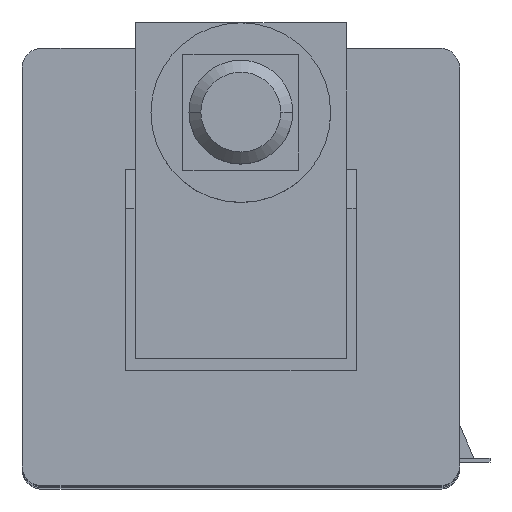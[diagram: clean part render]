
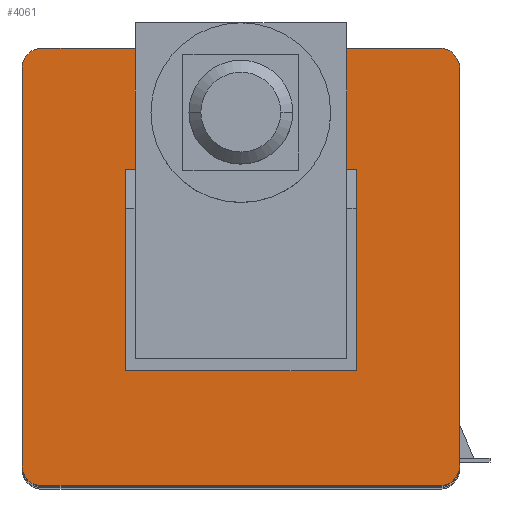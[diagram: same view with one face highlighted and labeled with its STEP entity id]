
A CAD part, top view. The second image highlights one B-rep face of the part: STEP entity #4061.
In plain terms, the highlighted planar face has unit normal (0, 0, 1).
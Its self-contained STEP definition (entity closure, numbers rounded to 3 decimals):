
#22 = DIRECTION ( 'NONE',  ( 1., 0., 0. ) ) ;
#27 = DIRECTION ( 'NONE',  ( 1., 0., 0. ) ) ;
#43 = ORIENTED_EDGE ( 'NONE', *, *, #2596, .F. ) ;
#45 = VECTOR ( 'NONE', #2594, 1000. ) ;
#93 = CIRCLE ( 'NONE', #2112, 50. ) ;
#202 = CARTESIAN_POINT ( 'NONE',  ( -289., 245., 4845. ) ) ;
#222 = DIRECTION ( 'NONE',  ( 0., 1., 0. ) ) ;
#246 = VERTEX_POINT ( 'NONE', #3922 ) ;
#253 = ORIENTED_EDGE ( 'NONE', *, *, #2981, .T. ) ;
#256 = VECTOR ( 'NONE', #222, 1000. ) ;
#308 = VERTEX_POINT ( 'NONE', #1590 ) ;
#317 = ORIENTED_EDGE ( 'NONE', *, *, #4152, .T. ) ;
#366 = FACE_BOUND ( 'NONE', #429, .T. ) ;
#408 = AXIS2_PLACEMENT_3D ( 'NONE', #2709, #4517, #4169 ) ;
#429 = EDGE_LOOP ( 'NONE', ( #869, #863, #43, #4572 ) ) ;
#484 = VERTEX_POINT ( 'NONE', #4221 ) ;
#541 = CARTESIAN_POINT ( 'NONE',  ( 289., -260., 4845. ) ) ;
#547 = CARTESIAN_POINT ( 'NONE',  ( -498., -548., 4845. ) ) ;
#555 = CARTESIAN_POINT ( 'NONE',  ( 289., 245., 4845. ) ) ;
#575 = DIRECTION ( 'NONE',  ( 1., 0., 0. ) ) ;
#603 = FACE_OUTER_BOUND ( 'NONE', #3655, .T. ) ;
#681 = CARTESIAN_POINT ( 'NONE',  ( 289., -260., 4845. ) ) ;
#826 = CIRCLE ( 'NONE', #4404, 50. ) ;
#828 = VERTEX_POINT ( 'NONE', #4702 ) ;
#863 = ORIENTED_EDGE ( 'NONE', *, *, #2093, .T. ) ;
#869 = ORIENTED_EDGE ( 'NONE', *, *, #2726, .T. ) ;
#1071 = DIRECTION ( 'NONE',  ( 0., 0., 1. ) ) ;
#1122 = PLANE ( 'NONE',  #3733 ) ;
#1215 = VERTEX_POINT ( 'NONE', #1664 ) ;
#1250 = LINE ( 'NONE', #202, #3282 ) ;
#1511 = ORIENTED_EDGE ( 'NONE', *, *, #3073, .T. ) ;
#1590 = CARTESIAN_POINT ( 'NONE',  ( 498., 548., 4845. ) ) ;
#1629 = DIRECTION ( 'NONE',  ( 1., 0., 0. ) ) ;
#1664 = CARTESIAN_POINT ( 'NONE',  ( 548., -498., 4845. ) ) ;
#1694 = VERTEX_POINT ( 'NONE', #2395 ) ;
#1752 = CARTESIAN_POINT ( 'NONE',  ( 289., 245., 4845. ) ) ;
#1868 = VECTOR ( 'NONE', #2046, 1000. ) ;
#2011 = DIRECTION ( 'NONE',  ( 0., 0., 1. ) ) ;
#2046 = DIRECTION ( 'NONE',  ( -1., 0., 0. ) ) ;
#2093 = EDGE_CURVE ( 'Defeatured_0_0+Defeatured_0_120+Defeatured_0_118+Defeatured_0_115', #828, #246, #1250, .T. ) ;
#2112 = AXIS2_PLACEMENT_3D ( 'NONE', #3853, #2011, #1629 ) ;
#2133 = EDGE_CURVE ( 'Defeatured_0_119+Defeatured_0_0+Defeatured_0_118+Defeatured_0_115', #3006, #2971, #3625, .T. ) ;
#2153 = ORIENTED_EDGE ( 'NONE', *, *, #2190, .T. ) ;
#2190 = EDGE_CURVE ( 'Defeatured_0_0+Defeatured_0_85+Defeatured_0_86+Defeatured_0_84', #2455, #1215, #3118, .T. ) ;
#2278 = VECTOR ( 'NONE', #575, 1000. ) ;
#2311 = DIRECTION ( 'NONE',  ( 0., -1., 0. ) ) ;
#2321 = AXIS2_PLACEMENT_3D ( 'NONE', #4732, #2950, #22 ) ;
#2324 = CARTESIAN_POINT ( 'NONE',  ( -548., 498., 4845. ) ) ;
#2329 = VECTOR ( 'NONE', #2311, 1000. ) ;
#2395 = CARTESIAN_POINT ( 'NONE',  ( -548., -498., 4845. ) ) ;
#2455 = VERTEX_POINT ( 'NONE', #3139 ) ;
#2590 = CARTESIAN_POINT ( 'NONE',  ( -498., -498., 4845. ) ) ;
#2594 = DIRECTION ( 'NONE',  ( 0., 1., 0. ) ) ;
#2596 = EDGE_CURVE ( 'Defeatured_0_115+Defeatured_0_0+Defeatured_0_119+Defeatured_0_120', #2971, #246, #2702, .T. ) ;
#2600 = CARTESIAN_POINT ( 'NONE',  ( -498., 548., 4845. ) ) ;
#2702 = LINE ( 'NONE', #555, #1868 ) ;
#2709 = CARTESIAN_POINT ( 'NONE',  ( -498., 498., 4845. ) ) ;
#2726 = EDGE_CURVE ( 'Defeatured_0_0+Defeatured_0_118+Defeatured_0_119+Defeatured_0_120', #3006, #828, #2753, .T. ) ;
#2753 = LINE ( 'NONE', #681, #3326 ) ;
#2950 = DIRECTION ( 'NONE',  ( 0., 0., 1. ) ) ;
#2971 = VERTEX_POINT ( 'NONE', #3081 ) ;
#2981 = EDGE_CURVE ( 'Defeatured_0_0+Defeatured_0_83+Defeatured_0_84+Defeatured_0_82', #484, #308, #93, .T. ) ;
#3006 = VERTEX_POINT ( 'NONE', #541 ) ;
#3073 = EDGE_CURVE ( 'Defeatured_0_0+Defeatured_0_86+Defeatured_0_79+Defeatured_0_85', #3559, #2455, #3274, .T. ) ;
#3081 = CARTESIAN_POINT ( 'NONE',  ( 289., 245., 4845. ) ) ;
#3118 = CIRCLE ( 'NONE', #2321, 50. ) ;
#3139 = CARTESIAN_POINT ( 'NONE',  ( 498., -548., 4845. ) ) ;
#3156 = CIRCLE ( 'NONE', #408, 50. ) ;
#3245 = DIRECTION ( 'NONE',  ( -1., 0., 0. ) ) ;
#3267 = LINE ( 'NONE', #3456, #2329 ) ;
#3274 = LINE ( 'NONE', #4588, #2278 ) ;
#3282 = VECTOR ( 'NONE', #4618, 1000. ) ;
#3315 = VECTOR ( 'NONE', #3245, 1000. ) ;
#3326 = VECTOR ( 'NONE', #4749, 1000. ) ;
#3395 = DIRECTION ( 'NONE',  ( 0., 0., 1. ) ) ;
#3456 = CARTESIAN_POINT ( 'NONE',  ( -548., 498., 4845. ) ) ;
#3559 = VERTEX_POINT ( 'NONE', #547 ) ;
#3567 = ORIENTED_EDGE ( 'NONE', *, *, #4170, .T. ) ;
#3625 = LINE ( 'NONE', #1752, #45 ) ;
#3655 = EDGE_LOOP ( 'NONE', ( #4087, #1511, #2153, #3824, #253, #3872, #317, #3567 ) ) ;
#3707 = CARTESIAN_POINT ( 'NONE',  ( 0., 0., 4845. ) ) ;
#3713 = EDGE_CURVE ( 'Defeatured_0_0+Defeatured_0_79+Defeatured_0_80+Defeatured_0_86', #1694, #3559, #826, .T. ) ;
#3733 = AXIS2_PLACEMENT_3D ( 'NONE', #3707, #3395, #3862 ) ;
#3778 = LINE ( 'NONE', #4283, #3315 ) ;
#3824 = ORIENTED_EDGE ( 'NONE', *, *, #4386, .T. ) ;
#3845 = CARTESIAN_POINT ( 'NONE',  ( 548., -498., 4845. ) ) ;
#3853 = CARTESIAN_POINT ( 'NONE',  ( 498., 498., 4845. ) ) ;
#3862 = DIRECTION ( 'NONE',  ( 1., 0., 0. ) ) ;
#3872 = ORIENTED_EDGE ( 'NONE', *, *, #4468, .T. ) ;
#3922 = CARTESIAN_POINT ( 'NONE',  ( -289., 245., 4845. ) ) ;
#4061 = ADVANCED_FACE ( 'Defeatured_0_0', ( #603, #366 ), #1122, .T. ) ;
#4087 = ORIENTED_EDGE ( 'NONE', *, *, #3713, .T. ) ;
#4152 = EDGE_CURVE ( 'Defeatured_0_0+Defeatured_0_81+Defeatured_0_82+Defeatured_0_80', #4748, #4225, #3156, .T. ) ;
#4169 = DIRECTION ( 'NONE',  ( 1., 0., 0. ) ) ;
#4170 = EDGE_CURVE ( 'Defeatured_0_0+Defeatured_0_80+Defeatured_0_81+Defeatured_0_79', #4225, #1694, #3267, .T. ) ;
#4221 = CARTESIAN_POINT ( 'NONE',  ( 548., 498., 4845. ) ) ;
#4225 = VERTEX_POINT ( 'NONE', #2324 ) ;
#4283 = CARTESIAN_POINT ( 'NONE',  ( 498., 548., 4845. ) ) ;
#4386 = EDGE_CURVE ( 'Defeatured_0_0+Defeatured_0_84+Defeatured_0_85+Defeatured_0_83', #1215, #484, #4519, .T. ) ;
#4404 = AXIS2_PLACEMENT_3D ( 'NONE', #2590, #1071, #27 ) ;
#4468 = EDGE_CURVE ( 'Defeatured_0_0+Defeatured_0_82+Defeatured_0_83+Defeatured_0_81', #308, #4748, #3778, .T. ) ;
#4517 = DIRECTION ( 'NONE',  ( 0., 0., 1. ) ) ;
#4519 = LINE ( 'NONE', #3845, #256 ) ;
#4572 = ORIENTED_EDGE ( 'NONE', *, *, #2133, .F. ) ;
#4588 = CARTESIAN_POINT ( 'NONE',  ( -498., -548., 4845. ) ) ;
#4618 = DIRECTION ( 'NONE',  ( 0., 1., 0. ) ) ;
#4702 = CARTESIAN_POINT ( 'NONE',  ( -289., -260., 4845. ) ) ;
#4732 = CARTESIAN_POINT ( 'NONE',  ( 498., -498., 4845. ) ) ;
#4748 = VERTEX_POINT ( 'NONE', #2600 ) ;
#4749 = DIRECTION ( 'NONE',  ( -1., 0., 0. ) ) ;
